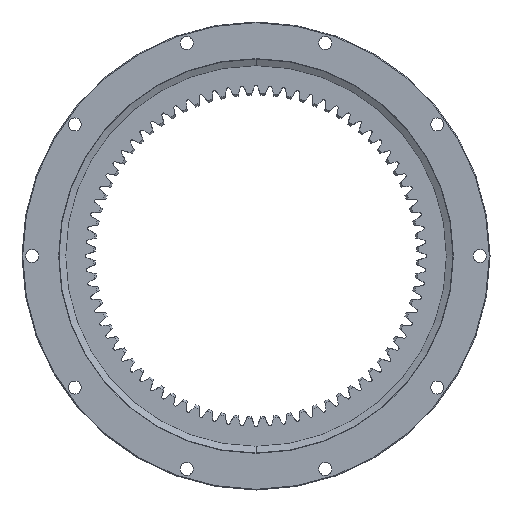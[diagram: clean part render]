
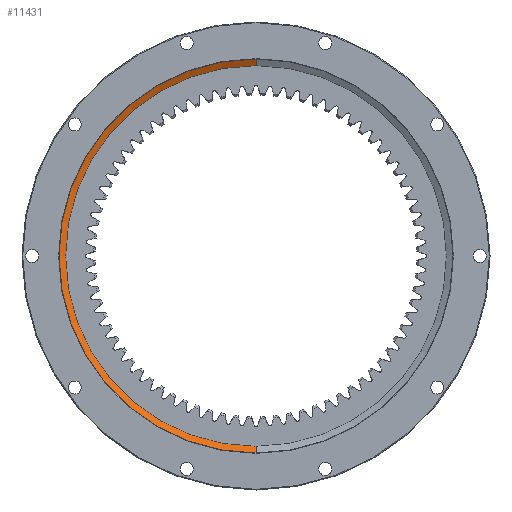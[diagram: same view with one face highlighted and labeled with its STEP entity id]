
A CAD part, front view. The second image highlights one B-rep face of the part: STEP entity #11431.
In plain terms, the highlighted conical face has half-angle 59.671 degrees and reference radius 272.75 mm.
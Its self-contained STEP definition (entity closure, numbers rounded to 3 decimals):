
#419 = LINE ( 'NONE', #24427, #14761 ) ;
#2406 = CONICAL_SURFACE ( 'NONE', #4592, 272.75, 1.041 ) ;
#2476 = CARTESIAN_POINT ( 'NONE',  ( 0., -22.3, -272.75 ) ) ;
#2814 = DIRECTION ( 'NONE',  ( 0., -0.505, -0.863 ) ) ;
#2990 = EDGE_CURVE ( 'NONE', #20704, #25084, #7162, .T. ) ;
#3379 = CARTESIAN_POINT ( 'NONE',  ( 0., -22.3, -272.75 ) ) ;
#4144 = CARTESIAN_POINT ( 'NONE',  ( 0., -16.961, 263.624 ) ) ;
#4592 = AXIS2_PLACEMENT_3D ( 'NONE', #15234, #12688, #31699 ) ;
#6787 = DIRECTION ( 'NONE',  ( 0., -1., 0. ) ) ;
#7162 = CIRCLE ( 'NONE', #14205, 263.624 ) ;
#9127 = VECTOR ( 'NONE', #2814, 1000. ) ;
#9965 = CARTESIAN_POINT ( 'NONE',  ( 0., -16.961, 0. ) ) ;
#10425 = ORIENTED_EDGE ( 'NONE', *, *, #17057, .T. ) ;
#10895 = ORIENTED_EDGE ( 'NONE', *, *, #2990, .F. ) ;
#11340 = DIRECTION ( 'NONE',  ( 0., -0.505, 0.863 ) ) ;
#11431 = ADVANCED_FACE ( 'NONE', ( #15132 ), #2406, .F. ) ;
#12421 = ORIENTED_EDGE ( 'NONE', *, *, #16226, .F. ) ;
#12676 = CIRCLE ( 'NONE', #23542, 272.75 ) ;
#12688 = DIRECTION ( 'NONE',  ( 0., -1., 0. ) ) ;
#14205 = AXIS2_PLACEMENT_3D ( 'NONE', #9965, #20284, #15452 ) ;
#14761 = VECTOR ( 'NONE', #11340, 1000. ) ;
#14831 = CARTESIAN_POINT ( 'NONE',  ( 0., -16.961, -263.624 ) ) ;
#15132 = FACE_OUTER_BOUND ( 'NONE', #15672, .T. ) ;
#15234 = CARTESIAN_POINT ( 'NONE',  ( 0., -22.3, 0. ) ) ;
#15452 = DIRECTION ( 'NONE',  ( 0., 0., -1. ) ) ;
#15672 = EDGE_LOOP ( 'NONE', ( #10895, #10425, #33310, #12421 ) ) ;
#16226 = EDGE_CURVE ( 'NONE', #25084, #29549, #32044, .T. ) ;
#17057 = EDGE_CURVE ( 'NONE', #20704, #24857, #419, .T. ) ;
#17150 = EDGE_CURVE ( 'NONE', #24857, #29549, #12676, .T. ) ;
#20284 = DIRECTION ( 'NONE',  ( 0., -1., 0. ) ) ;
#20704 = VERTEX_POINT ( 'NONE', #4144 ) ;
#23542 = AXIS2_PLACEMENT_3D ( 'NONE', #32848, #6787, #25083 ) ;
#24427 = CARTESIAN_POINT ( 'NONE',  ( 0., -22.3, 272.75 ) ) ;
#24857 = VERTEX_POINT ( 'NONE', #29992 ) ;
#25083 = DIRECTION ( 'NONE',  ( 0., 0., -1. ) ) ;
#25084 = VERTEX_POINT ( 'NONE', #14831 ) ;
#29549 = VERTEX_POINT ( 'NONE', #3379 ) ;
#29992 = CARTESIAN_POINT ( 'NONE',  ( 0., -22.3, 272.75 ) ) ;
#31699 = DIRECTION ( 'NONE',  ( 0., 0., -1. ) ) ;
#32044 = LINE ( 'NONE', #2476, #9127 ) ;
#32848 = CARTESIAN_POINT ( 'NONE',  ( 0., -22.3, 0. ) ) ;
#33310 = ORIENTED_EDGE ( 'NONE', *, *, #17150, .T. ) ;
